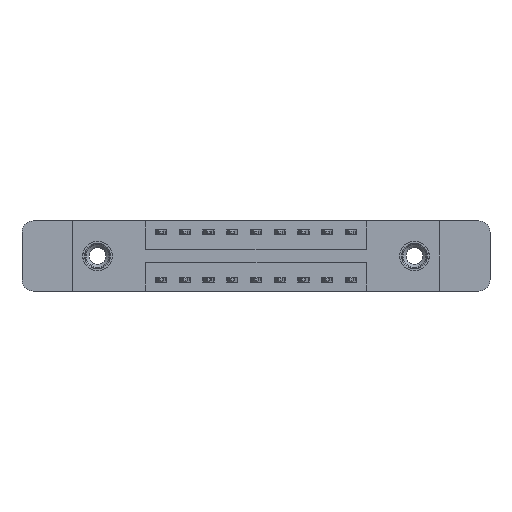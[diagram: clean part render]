
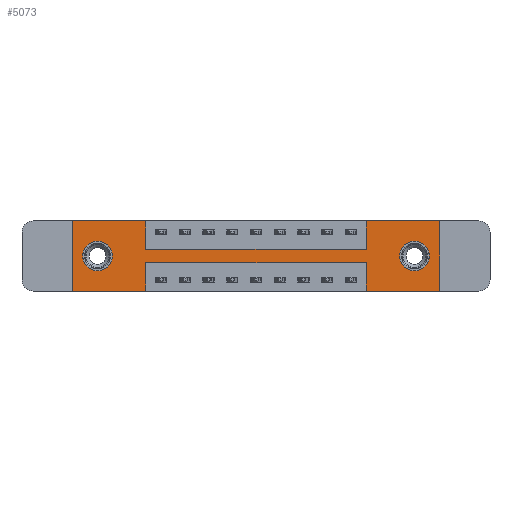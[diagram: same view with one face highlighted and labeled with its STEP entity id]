
A CAD part, front view. The second image highlights one B-rep face of the part: STEP entity #5073.
In plain terms, the highlighted planar face has unit normal (0, -1, 0).
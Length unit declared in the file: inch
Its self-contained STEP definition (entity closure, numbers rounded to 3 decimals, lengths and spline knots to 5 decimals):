
#140 = CARTESIAN_POINT ( 'NONE',  ( 1.5475, 0., -0.37 ) ) ;
#194 = DIRECTION ( 'NONE',  ( 0., 0., 1. ) ) ;
#231 = VERTEX_POINT ( 'NONE', #2286 ) ;
#239 = CARTESIAN_POINT ( 'NONE',  ( 1.8025, 0., -0.263 ) ) ;
#475 = EDGE_LOOP ( 'NONE', ( #13687, #614, #8519, #5717, #10911, #10824, #10153, #8134, #11053, #12641, #3745, #9573 ) ) ;
#586 = LINE ( 'NONE', #5541, #5392 ) ;
#599 = VERTEX_POINT ( 'NONE', #7819 ) ;
#614 = ORIENTED_EDGE ( 'NONE', *, *, #11898, .F. ) ;
#746 = EDGE_CURVE ( 'NONE', #599, #7430, #14285, .T. ) ;
#880 = CIRCLE ( 'NONE', #9923, 0.078 ) ;
#889 = CARTESIAN_POINT ( 'NONE',  ( 0., 0., 0. ) ) ;
#1059 = CARTESIAN_POINT ( 'NONE',  ( 1.935, 0., -0.37 ) ) ;
#1312 = LINE ( 'NONE', #10043, #3861 ) ;
#1335 = CARTESIAN_POINT ( 'NONE',  ( 0.1325, 0., -0.185 ) ) ;
#1660 = EDGE_CURVE ( 'NONE', #1810, #8500, #880, .T. ) ;
#1684 = CARTESIAN_POINT ( 'NONE',  ( 0.1325, 0., -0.107 ) ) ;
#1738 = CIRCLE ( 'NONE', #2272, 0.078 ) ;
#1810 = VERTEX_POINT ( 'NONE', #9243 ) ;
#1888 = EDGE_CURVE ( 'NONE', #12193, #12650, #9670, .T. ) ;
#1945 = CARTESIAN_POINT ( 'NONE',  ( 0.3875, 0., -0.22 ) ) ;
#2098 = VECTOR ( 'NONE', #15940, 39.37008 ) ;
#2243 = VECTOR ( 'NONE', #9425, 39.37008 ) ;
#2272 = AXIS2_PLACEMENT_3D ( 'NONE', #5729, #5641, #3458 ) ;
#2286 = CARTESIAN_POINT ( 'NONE',  ( 1.5475, 0., -0.37 ) ) ;
#2532 = CARTESIAN_POINT ( 'NONE',  ( 0.3875, 0., -0.22 ) ) ;
#2801 = EDGE_CURVE ( 'NONE', #231, #6957, #7349, .T. ) ;
#2889 = DIRECTION ( 'NONE',  ( 0., 0., 1. ) ) ;
#3458 = DIRECTION ( 'NONE',  ( 0., 0., -1. ) ) ;
#3566 = CARTESIAN_POINT ( 'NONE',  ( 1.935, 0., 0. ) ) ;
#3745 = ORIENTED_EDGE ( 'NONE', *, *, #746, .F. ) ;
#3813 = EDGE_CURVE ( 'NONE', #14044, #6651, #11659, .T. ) ;
#3861 = VECTOR ( 'NONE', #6239, 39.37008 ) ;
#4515 = CARTESIAN_POINT ( 'NONE',  ( 1.5475, 0., 0. ) ) ;
#4980 = CARTESIAN_POINT ( 'NONE',  ( 0.3875, 0., -0.37 ) ) ;
#4987 = ORIENTED_EDGE ( 'NONE', *, *, #1660, .T. ) ;
#5018 = VERTEX_POINT ( 'NONE', #1059 ) ;
#5030 = DIRECTION ( 'NONE',  ( -1., 0., 0. ) ) ;
#5073 = ADVANCED_FACE ( 'NONE', ( #5159, #6500, #11440 ), #5313, .T. ) ;
#5114 = EDGE_CURVE ( 'NONE', #8154, #15311, #12106, .T. ) ;
#5120 = EDGE_CURVE ( 'NONE', #7430, #14044, #586, .T. ) ;
#5159 = FACE_BOUND ( 'NONE', #7822, .T. ) ;
#5313 = PLANE ( 'NONE',  #6202 ) ;
#5392 = VECTOR ( 'NONE', #5925, 39.37008 ) ;
#5474 = CARTESIAN_POINT ( 'NONE',  ( 0., 0., 0. ) ) ;
#5541 = CARTESIAN_POINT ( 'NONE',  ( 0., 0., 0. ) ) ;
#5641 = DIRECTION ( 'NONE',  ( 0., 1., 0. ) ) ;
#5717 = ORIENTED_EDGE ( 'NONE', *, *, #7715, .F. ) ;
#5729 = CARTESIAN_POINT ( 'NONE',  ( 1.8025, 0., -0.185 ) ) ;
#5925 = DIRECTION ( 'NONE',  ( 1., 0., 0. ) ) ;
#5961 = EDGE_CURVE ( 'NONE', #8196, #13502, #9643, .T. ) ;
#6088 = VECTOR ( 'NONE', #13529, 39.37008 ) ;
#6202 = AXIS2_PLACEMENT_3D ( 'NONE', #9021, #7821, #10570 ) ;
#6239 = DIRECTION ( 'NONE',  ( 1., 0., 0. ) ) ;
#6345 = CARTESIAN_POINT ( 'NONE',  ( 1.8025, 0., -0.107 ) ) ;
#6454 = ORIENTED_EDGE ( 'NONE', *, *, #1888, .T. ) ;
#6500 = FACE_BOUND ( 'NONE', #9279, .T. ) ;
#6651 = VERTEX_POINT ( 'NONE', #8611 ) ;
#6837 = LINE ( 'NONE', #7087, #10237 ) ;
#6918 = CIRCLE ( 'NONE', #9242, 0.078 ) ;
#6957 = VERTEX_POINT ( 'NONE', #11744 ) ;
#6964 = VECTOR ( 'NONE', #5030, 39.37008 ) ;
#7065 = DIRECTION ( 'NONE',  ( 0., 0., -1. ) ) ;
#7087 = CARTESIAN_POINT ( 'NONE',  ( 0., 0., -0.37 ) ) ;
#7291 = DIRECTION ( 'NONE',  ( 0., 0., -1. ) ) ;
#7349 = LINE ( 'NONE', #140, #6088 ) ;
#7430 = VERTEX_POINT ( 'NONE', #889 ) ;
#7634 = CARTESIAN_POINT ( 'NONE',  ( 0.3875, 0., -0.37 ) ) ;
#7715 = EDGE_CURVE ( 'NONE', #5018, #231, #6837, .T. ) ;
#7719 = DIRECTION ( 'NONE',  ( 0., 0., -1. ) ) ;
#7819 = CARTESIAN_POINT ( 'NONE',  ( 0., 0., -0.37 ) ) ;
#7821 = DIRECTION ( 'NONE',  ( 0., -1., 0. ) ) ;
#7822 = EDGE_LOOP ( 'NONE', ( #7968, #6454 ) ) ;
#7968 = ORIENTED_EDGE ( 'NONE', *, *, #9024, .T. ) ;
#8035 = ORIENTED_EDGE ( 'NONE', *, *, #14185, .T. ) ;
#8134 = ORIENTED_EDGE ( 'NONE', *, *, #11824, .F. ) ;
#8154 = VERTEX_POINT ( 'NONE', #1945 ) ;
#8196 = VERTEX_POINT ( 'NONE', #14563 ) ;
#8500 = VERTEX_POINT ( 'NONE', #1684 ) ;
#8519 = ORIENTED_EDGE ( 'NONE', *, *, #2801, .F. ) ;
#8611 = CARTESIAN_POINT ( 'NONE',  ( 0.3875, 0., -0.15 ) ) ;
#8774 = VECTOR ( 'NONE', #14260, 39.37008 ) ;
#8910 = LINE ( 'NONE', #2532, #6964 ) ;
#9021 = CARTESIAN_POINT ( 'NONE',  ( 0., 0., -0.37 ) ) ;
#9024 = EDGE_CURVE ( 'NONE', #12650, #12193, #1738, .T. ) ;
#9051 = DIRECTION ( 'NONE',  ( 0., 1., 0. ) ) ;
#9242 = AXIS2_PLACEMENT_3D ( 'NONE', #1335, #15949, #194 ) ;
#9243 = CARTESIAN_POINT ( 'NONE',  ( 0.1325, 0., -0.263 ) ) ;
#9279 = EDGE_LOOP ( 'NONE', ( #8035, #4987 ) ) ;
#9425 = DIRECTION ( 'NONE',  ( 0., 0., 1. ) ) ;
#9433 = DIRECTION ( 'NONE',  ( -1., 0., 0. ) ) ;
#9497 = DIRECTION ( 'NONE',  ( 0., 1., 0. ) ) ;
#9573 = ORIENTED_EDGE ( 'NONE', *, *, #15945, .F. ) ;
#9643 = LINE ( 'NONE', #14568, #8774 ) ;
#9670 = CIRCLE ( 'NONE', #10177, 0.078 ) ;
#9898 = LINE ( 'NONE', #12188, #2098 ) ;
#9923 = AXIS2_PLACEMENT_3D ( 'NONE', #14149, #9051, #2889 ) ;
#10043 = CARTESIAN_POINT ( 'NONE',  ( 0.3875, 0., -0.15 ) ) ;
#10153 = ORIENTED_EDGE ( 'NONE', *, *, #5961, .F. ) ;
#10177 = AXIS2_PLACEMENT_3D ( 'NONE', #12002, #9497, #7065 ) ;
#10237 = VECTOR ( 'NONE', #9433, 39.37008 ) ;
#10570 = DIRECTION ( 'NONE',  ( 0., 0., -1. ) ) ;
#10710 = DIRECTION ( 'NONE',  ( 0., 0., -1. ) ) ;
#10824 = ORIENTED_EDGE ( 'NONE', *, *, #14376, .F. ) ;
#10911 = ORIENTED_EDGE ( 'NONE', *, *, #13243, .F. ) ;
#11053 = ORIENTED_EDGE ( 'NONE', *, *, #3813, .F. ) ;
#11440 = FACE_OUTER_BOUND ( 'NONE', #475, .T. ) ;
#11506 = CARTESIAN_POINT ( 'NONE',  ( 1.935, 0., 0. ) ) ;
#11577 = VECTOR ( 'NONE', #14043, 39.37008 ) ;
#11659 = LINE ( 'NONE', #14178, #15873 ) ;
#11744 = CARTESIAN_POINT ( 'NONE',  ( 1.5475, 0., -0.22 ) ) ;
#11824 = EDGE_CURVE ( 'NONE', #6651, #8196, #1312, .T. ) ;
#11898 = EDGE_CURVE ( 'NONE', #6957, #8154, #8910, .T. ) ;
#12002 = CARTESIAN_POINT ( 'NONE',  ( 1.8025, 0., -0.185 ) ) ;
#12106 = LINE ( 'NONE', #7634, #12376 ) ;
#12188 = CARTESIAN_POINT ( 'NONE',  ( 0., 0., -0.37 ) ) ;
#12193 = VERTEX_POINT ( 'NONE', #239 ) ;
#12376 = VECTOR ( 'NONE', #7719, 39.37008 ) ;
#12641 = ORIENTED_EDGE ( 'NONE', *, *, #5120, .F. ) ;
#12650 = VERTEX_POINT ( 'NONE', #6345 ) ;
#12741 = CARTESIAN_POINT ( 'NONE',  ( 0., 0., 0. ) ) ;
#13243 = EDGE_CURVE ( 'NONE', #15436, #5018, #13296, .T. ) ;
#13296 = LINE ( 'NONE', #3566, #14458 ) ;
#13502 = VERTEX_POINT ( 'NONE', #4515 ) ;
#13529 = DIRECTION ( 'NONE',  ( 0., 0., 1. ) ) ;
#13687 = ORIENTED_EDGE ( 'NONE', *, *, #5114, .F. ) ;
#14043 = DIRECTION ( 'NONE',  ( 1., 0., 0. ) ) ;
#14044 = VERTEX_POINT ( 'NONE', #15550 ) ;
#14149 = CARTESIAN_POINT ( 'NONE',  ( 0.1325, 0., -0.185 ) ) ;
#14178 = CARTESIAN_POINT ( 'NONE',  ( 0.3875, 0., 0. ) ) ;
#14185 = EDGE_CURVE ( 'NONE', #8500, #1810, #6918, .T. ) ;
#14260 = DIRECTION ( 'NONE',  ( 0., 0., 1. ) ) ;
#14285 = LINE ( 'NONE', #5474, #2243 ) ;
#14376 = EDGE_CURVE ( 'NONE', #13502, #15436, #15110, .T. ) ;
#14458 = VECTOR ( 'NONE', #7291, 39.37008 ) ;
#14563 = CARTESIAN_POINT ( 'NONE',  ( 1.5475, 0., -0.15 ) ) ;
#14568 = CARTESIAN_POINT ( 'NONE',  ( 1.5475, 0., 0. ) ) ;
#15110 = LINE ( 'NONE', #12741, #11577 ) ;
#15311 = VERTEX_POINT ( 'NONE', #4980 ) ;
#15436 = VERTEX_POINT ( 'NONE', #11506 ) ;
#15550 = CARTESIAN_POINT ( 'NONE',  ( 0.3875, 0., 0. ) ) ;
#15873 = VECTOR ( 'NONE', #10710, 39.37008 ) ;
#15940 = DIRECTION ( 'NONE',  ( -1., 0., 0. ) ) ;
#15945 = EDGE_CURVE ( 'NONE', #15311, #599, #9898, .T. ) ;
#15949 = DIRECTION ( 'NONE',  ( 0., 1., 0. ) ) ;
